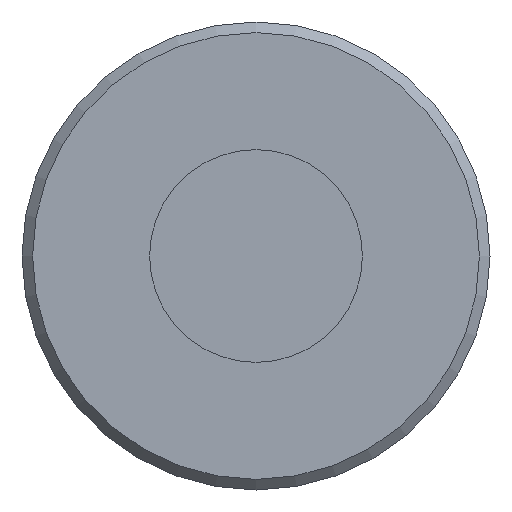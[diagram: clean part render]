
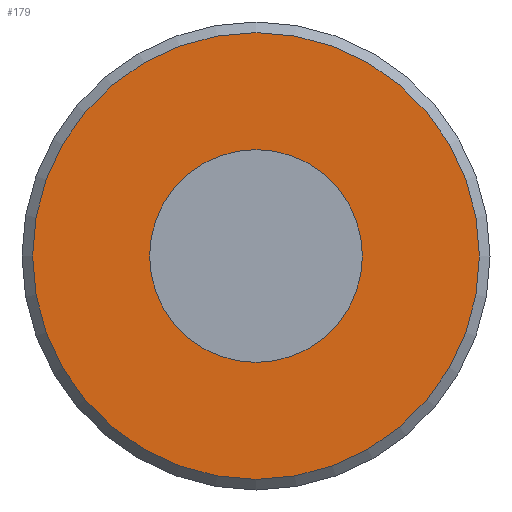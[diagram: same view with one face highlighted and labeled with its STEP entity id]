
A CAD part, left-side view. The second image highlights one B-rep face of the part: STEP entity #179.
In plain terms, the highlighted planar face has unit normal (-1, 0, 0).
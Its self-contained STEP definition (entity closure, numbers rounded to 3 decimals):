
#179 = ADVANCED_FACE( '', ( #329, #330 ), #331, .T. );
#329 = FACE_BOUND( '', #489, .T. );
#330 = FACE_OUTER_BOUND( '', #490, .T. );
#331 = PLANE( '', #491 );
#489 = EDGE_LOOP( '', ( #737 ) );
#490 = EDGE_LOOP( '', ( #738 ) );
#491 = AXIS2_PLACEMENT_3D( '', #739, #740, #741 );
#737 = ORIENTED_EDGE( '', *, *, #904, .T. );
#738 = ORIENTED_EDGE( '', *, *, #905, .F. );
#739 = CARTESIAN_POINT( '', ( 0., 10.5, 0. ) );
#740 = DIRECTION( '', ( -1., 0., 0. ) );
#741 = DIRECTION( '', ( 0., 0., 1. ) );
#904 = EDGE_CURVE( '', #1038, #1038, #1039, .T. );
#905 = EDGE_CURVE( '', #1040, #1040, #1041, .T. );
#1038 = VERTEX_POINT( '', #1319 );
#1039 = CIRCLE( '', #1320, 5. );
#1040 = VERTEX_POINT( '', #1321 );
#1041 = CIRCLE( '', #1322, 10.5 );
#1319 = CARTESIAN_POINT( '', ( 0., 0., -5. ) );
#1320 = AXIS2_PLACEMENT_3D( '', #1431, #1432, #1433 );
#1321 = CARTESIAN_POINT( '', ( 0., 0., -10.5 ) );
#1322 = AXIS2_PLACEMENT_3D( '', #1434, #1435, #1436 );
#1431 = CARTESIAN_POINT( '', ( 0., 0., 0. ) );
#1432 = DIRECTION( '', ( 1., 0., 0. ) );
#1433 = DIRECTION( '', ( 0., 0., -1. ) );
#1434 = CARTESIAN_POINT( '', ( 0., 0., 0. ) );
#1435 = DIRECTION( '', ( 1., 0., 0. ) );
#1436 = DIRECTION( '', ( 0., 0., -1. ) );
